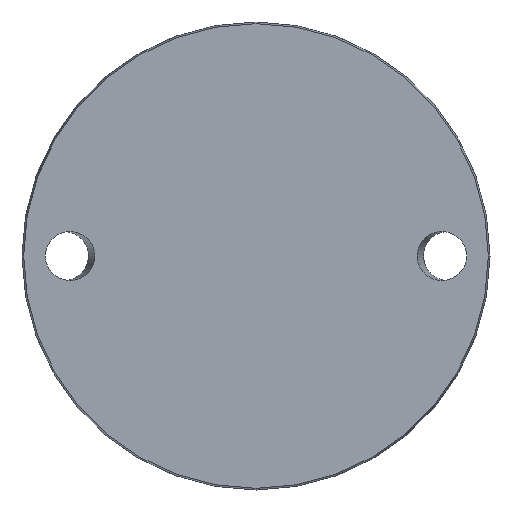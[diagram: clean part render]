
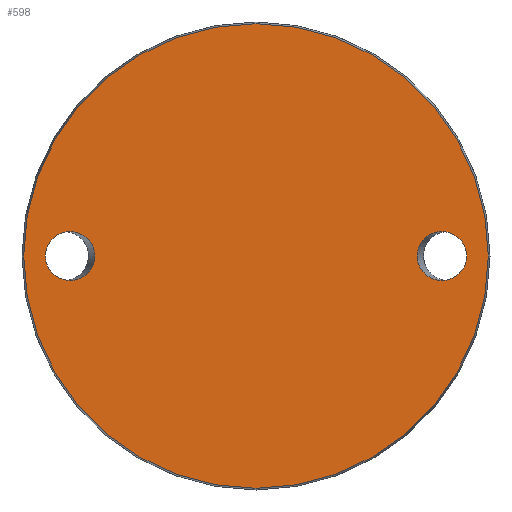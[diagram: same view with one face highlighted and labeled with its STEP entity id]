
A CAD part, front view. The second image highlights one B-rep face of the part: STEP entity #598.
In plain terms, the highlighted planar face has unit normal (0, -1, 0).
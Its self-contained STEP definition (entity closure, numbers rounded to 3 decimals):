
#10 = CARTESIAN_POINT ( 'NONE',  ( -54.385, 0., 0. ) ) ;
#29 = PLANE ( 'NONE',  #493 ) ;
#32 = CARTESIAN_POINT ( 'NONE',  ( -78.425, 0., 0. ) ) ;
#35 = ORIENTED_EDGE ( 'NONE', *, *, #309, .T. ) ;
#100 = CARTESIAN_POINT ( 'NONE',  ( 54.385, 0., 16.5 ) ) ;
#116 = EDGE_LOOP ( 'NONE', ( #35 ) ) ;
#132 = EDGE_LOOP ( 'NONE', ( #488 ) ) ;
#141 = CARTESIAN_POINT ( 'NONE',  ( -54.385, 0., 16.5 ) ) ;
#167 = DIRECTION ( 'NONE',  ( 0., 0., 1. ) ) ;
#168 =( BOUNDED_CURVE ( )  B_SPLINE_CURVE ( 3, ( #379, #632, #141, #10, #564, #572, #201 ),
 .UNSPECIFIED., .T., .T. ) 
 B_SPLINE_CURVE_WITH_KNOTS ( ( 4, 3, 4 ),
 ( 0., 3.142, 6.283 ),
 .UNSPECIFIED. ) 
 CURVE ( )  GEOMETRIC_REPRESENTATION_ITEM ( )  RATIONAL_B_SPLINE_CURVE ( ( 1., 0.333, 0.333, 1., 0.333, 0.333, 1. ) ) 
 REPRESENTATION_ITEM ( '' )  );
#198 = DIRECTION ( 'NONE',  ( 0., -1., 0. ) ) ;
#201 = CARTESIAN_POINT ( 'NONE',  ( -71.115, 0., 0. ) ) ;
#259 = AXIS2_PLACEMENT_3D ( 'NONE', #321, #198, #443 ) ;
#292 = VERTEX_POINT ( 'NONE', #666 ) ;
#294 = CARTESIAN_POINT ( 'NONE',  ( 54.385, 0., 0. ) ) ;
#309 = EDGE_CURVE ( 'NONE', #485, #485, #168, .T. ) ;
#321 = CARTESIAN_POINT ( 'NONE',  ( 0., 0., 0. ) ) ;
#353 = CIRCLE ( 'NONE', #259, 78.425 ) ;
#379 = CARTESIAN_POINT ( 'NONE',  ( -71.115, 0., 0. ) ) ;
#404 = CARTESIAN_POINT ( 'NONE',  ( 71.115, 0., 0. ) ) ;
#411 = CARTESIAN_POINT ( 'NONE',  ( 71.115, 0., 0. ) ) ;
#433 = EDGE_CURVE ( 'NONE', #472, #472, #353, .T. ) ;
#441 = EDGE_LOOP ( 'NONE', ( #545 ) ) ;
#443 = DIRECTION ( 'NONE',  ( 0., 0., -1. ) ) ;
#458 = DIRECTION ( 'NONE',  ( 0., 1., 0. ) ) ;
#464 = FACE_OUTER_BOUND ( 'NONE', #441, .T. ) ;
#472 = VERTEX_POINT ( 'NONE', #533 ) ;
#485 = VERTEX_POINT ( 'NONE', #658 ) ;
#488 = ORIENTED_EDGE ( 'NONE', *, *, #633, .T. ) ;
#493 = AXIS2_PLACEMENT_3D ( 'NONE', #32, #458, #167 ) ;
#526 = FACE_BOUND ( 'NONE', #116, .T. ) ;
#533 = CARTESIAN_POINT ( 'NONE',  ( 0., 0., -78.425 ) ) ;
#545 = ORIENTED_EDGE ( 'NONE', *, *, #433, .T. ) ;
#564 = CARTESIAN_POINT ( 'NONE',  ( -54.385, 0., -16.5 ) ) ;
#572 = CARTESIAN_POINT ( 'NONE',  ( -71.115, 0., -16.5 ) ) ;
#598 = ADVANCED_FACE ( 'NONE', ( #526, #714, #464 ), #29, .F. ) ;
#627 =( BOUNDED_CURVE ( )  B_SPLINE_CURVE ( 3, ( #404, #643, #647, #294, #100, #700, #411 ),
 .UNSPECIFIED., .T., .F. ) 
 B_SPLINE_CURVE_WITH_KNOTS ( ( 4, 3, 4 ),
 ( 0., 3.142, 6.283 ),
 .UNSPECIFIED. ) 
 CURVE ( )  GEOMETRIC_REPRESENTATION_ITEM ( )  RATIONAL_B_SPLINE_CURVE ( ( 1., 0.333, 0.333, 1., 0.333, 0.333, 1. ) ) 
 REPRESENTATION_ITEM ( '' )  );
#632 = CARTESIAN_POINT ( 'NONE',  ( -71.115, 0., 16.5 ) ) ;
#633 = EDGE_CURVE ( 'NONE', #292, #292, #627, .T. ) ;
#643 = CARTESIAN_POINT ( 'NONE',  ( 71.115, 0., -16.5 ) ) ;
#647 = CARTESIAN_POINT ( 'NONE',  ( 54.385, 0., -16.5 ) ) ;
#658 = CARTESIAN_POINT ( 'NONE',  ( -71.115, 0., 0. ) ) ;
#666 = CARTESIAN_POINT ( 'NONE',  ( 71.115, 0., 0. ) ) ;
#700 = CARTESIAN_POINT ( 'NONE',  ( 71.115, 0., 16.5 ) ) ;
#714 = FACE_BOUND ( 'NONE', #132, .T. ) ;
